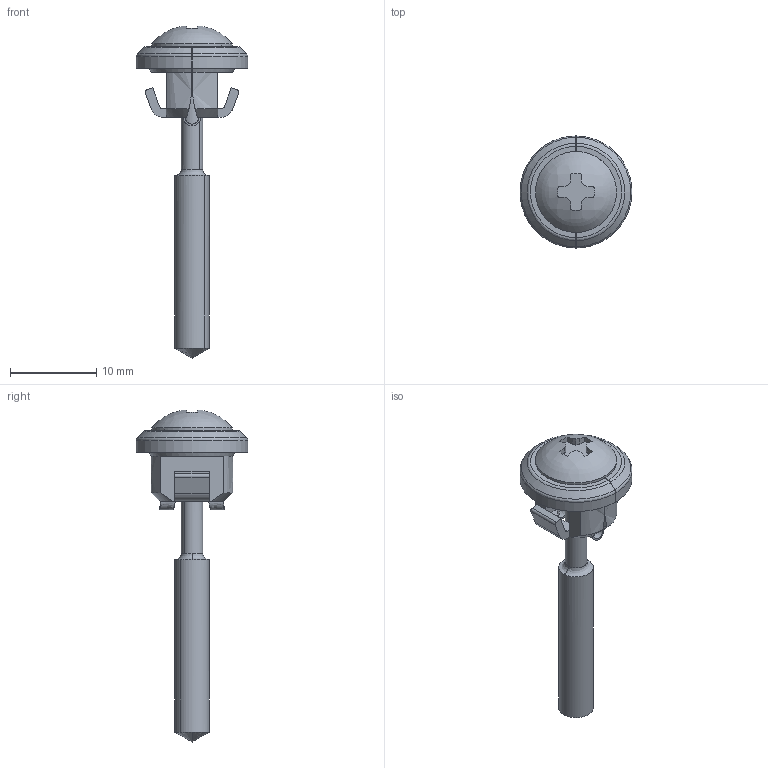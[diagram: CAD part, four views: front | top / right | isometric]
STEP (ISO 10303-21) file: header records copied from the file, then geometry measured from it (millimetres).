
FILE_DESCRIPTION((''),'2;1');
FILE_NAME('','2011-04-26T16:39:44',(''),(''),'','CADfix','');
FILE_SCHEMA(('AUTOMOTIVE_DESIGN { 1 0 10303 214 1 1 1 1 }'));
Length unit declared in the file: millimetre
Bounding box: 13 x 13 x 38.54 mm (x, y, z)
Volume: 945.7 mm3; surface area: 1305.3 mm2
Topology: 2 solids, 2 shells, 121 faces, 398 edges, 271 vertices
Faces by surface type: bspline 121
Entity records: 5556 total; most frequent: CARTESIAN_POINT 3243, ORIENTED_EDGE 792, EDGE_CURVE 396, VERTEX_POINT 271, QUASI_UNIFORM_CURVE 204, B_SPLINE_CURVE_WITH_KNOTS 184, EDGE_LOOP 123, FACE_OUTER_BOUND 121
